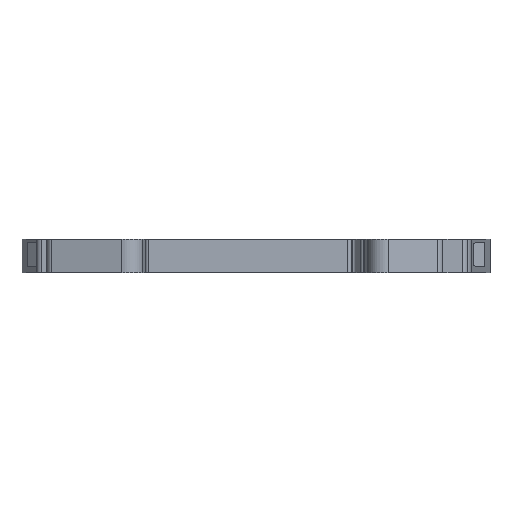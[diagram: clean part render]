
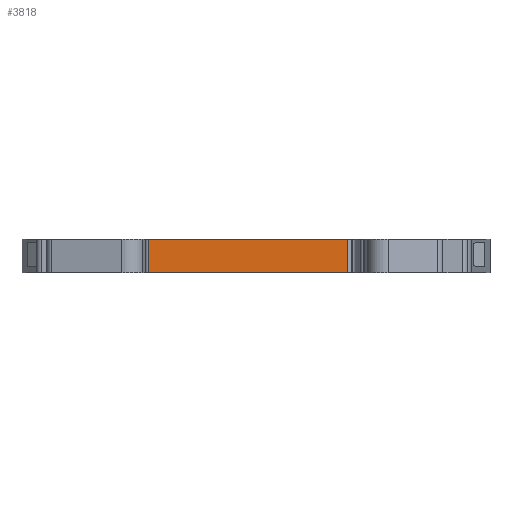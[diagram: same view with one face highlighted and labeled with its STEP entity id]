
A CAD part, front view. The second image highlights one B-rep face of the part: STEP entity #3818.
In plain terms, the highlighted planar face has unit normal (0, -1, 0).
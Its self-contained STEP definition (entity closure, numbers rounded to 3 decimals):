
#196=DIRECTION('',(-1.,0.,0.));
#197=VECTOR('',#196,29.414);
#198=CARTESIAN_POINT('',(126.166,147.434,5.));
#199=LINE('',#198,#197);
#768=DIRECTION('',(-1.,0.,0.));
#769=VECTOR('',#768,29.414);
#770=CARTESIAN_POINT('',(126.166,147.434,0.));
#771=LINE('',#770,#769);
#1369=DIRECTION('',(0.,0.,-1.));
#1370=VECTOR('',#1369,5.);
#1371=CARTESIAN_POINT('',(96.752,147.432,5.));
#1372=LINE('',#1371,#1370);
#1373=DIRECTION('',(0.,0.,-1.));
#1374=VECTOR('',#1373,5.);
#1375=CARTESIAN_POINT('',(126.166,147.434,5.));
#1376=LINE('',#1375,#1374);
#1900=CARTESIAN_POINT('',(126.166,147.434,5.));
#1901=CARTESIAN_POINT('',(96.752,147.432,5.));
#1902=VERTEX_POINT('',#1900);
#1903=VERTEX_POINT('',#1901);
#1942=CARTESIAN_POINT('',(126.166,147.434,0.));
#1943=CARTESIAN_POINT('',(96.752,147.432,0.));
#1944=VERTEX_POINT('',#1942);
#1945=VERTEX_POINT('',#1943);
#3806=CARTESIAN_POINT('',(126.166,147.434,5.));
#3807=DIRECTION('',(0.,1.,0.));
#3808=DIRECTION('',(-1.,0.,0.));
#3809=AXIS2_PLACEMENT_3D('',#3806,#3807,#3808);
#3810=PLANE('',#3809);
#3811=ORIENTED_EDGE('',*,*,#2404,.F.);
#3813=ORIENTED_EDGE('',*,*,#3812,.T.);
#3814=ORIENTED_EDGE('',*,*,#2815,.T.);
#3815=ORIENTED_EDGE('',*,*,#3799,.F.);
#3816=EDGE_LOOP('',(#3811,#3813,#3814,#3815));
#3817=FACE_OUTER_BOUND('',#3816,.F.);
#3818=ADVANCED_FACE('',(#3817),#3810,.F.);
#2404=EDGE_CURVE('',#1902,#1903,#199,.T.);
#2815=EDGE_CURVE('',#1944,#1945,#771,.T.);
#3799=EDGE_CURVE('',#1903,#1945,#1372,.T.);
#3812=EDGE_CURVE('',#1902,#1944,#1376,.T.);
